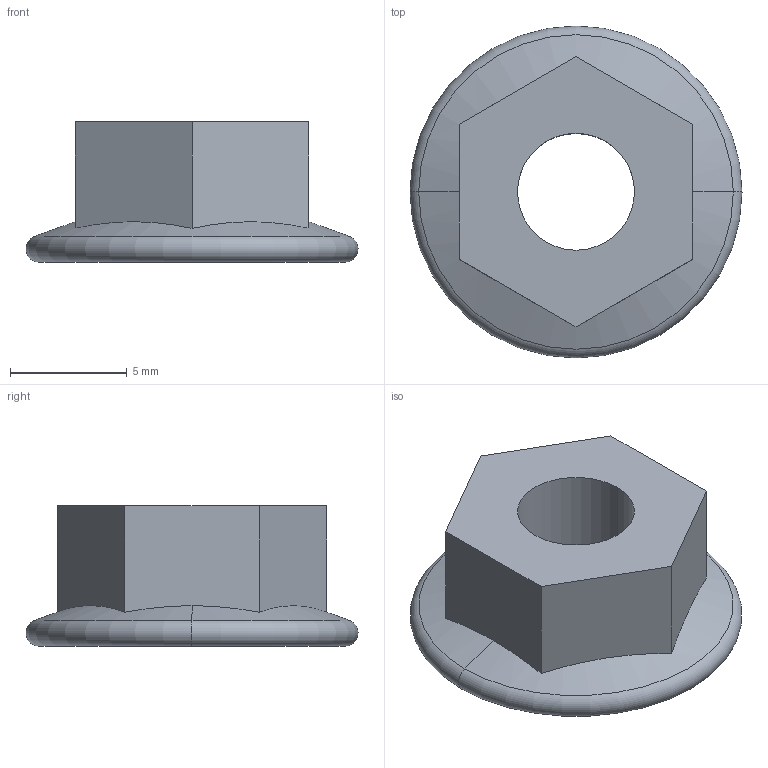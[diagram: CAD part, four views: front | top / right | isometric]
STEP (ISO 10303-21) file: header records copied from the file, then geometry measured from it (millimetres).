
FILE_DESCRIPTION (( 'STEP AP214' ), '1' );
FILE_NAME ('6408966.stp', '2016-08-23T08:04:24', ( '' ), ( '' ), 'SwSTEP 2.0', 'SolidWorks 2014', '' );
FILE_SCHEMA (( 'AUTOMOTIVE_DESIGN' ));
Length unit declared in the file: millimetre
Products named in the file (1): 6408966
Bounding box: 14.2 x 14.2 x 6 mm (x, y, z)
Volume: 490 mm3; surface area: 555 mm2
Topology: 1 solids, 1 shells, 14 faces, 34 edges, 22 vertices
Faces by surface type: plane 8, cone 2, torus 2, cylinder 2
Entity records: 466 total; most frequent: CARTESIAN_POINT 103, ORIENTED_EDGE 68, DIRECTION 66, EDGE_CURVE 34, AXIS2_PLACEMENT_3D 25, VERTEX_POINT 22, EDGE_LOOP 16, LINE 16
